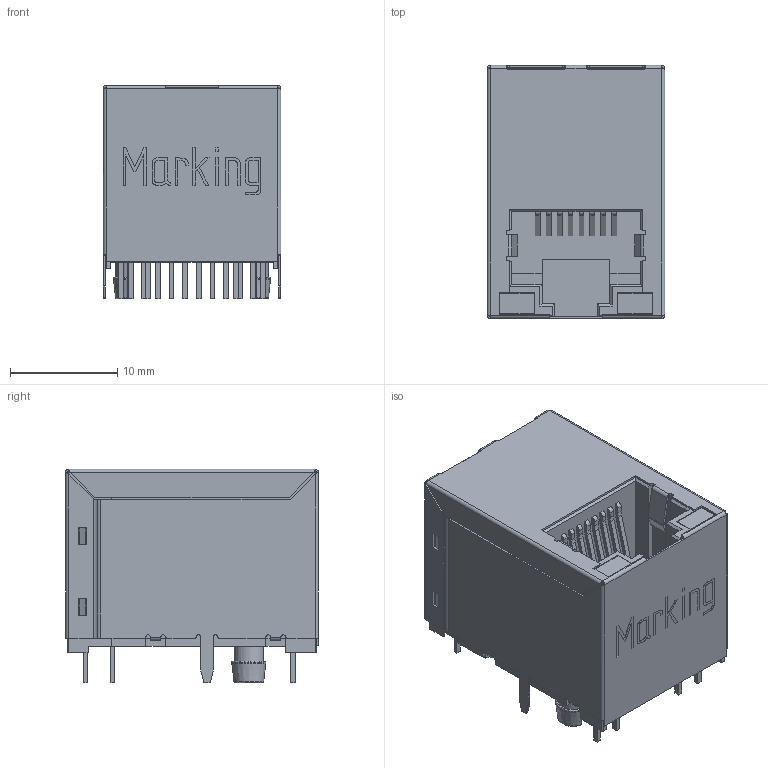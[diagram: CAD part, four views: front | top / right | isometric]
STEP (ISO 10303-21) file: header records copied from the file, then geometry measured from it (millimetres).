
FILE_DESCRIPTION( ( 'Unknown' ), '1' );
FILE_NAME( '7499110123.stp', 'Unknown', ( 'Unknown' ), ( 'Unknown' ), 'PSStep 17.0.49', 'Unknown', ' ' );
FILE_SCHEMA( ( 'AUTOMOTIVE_DESIGN { 1 0 10303 214 1 1 1 1 }' ) );
Length unit declared in the file: millimetre
Products named in the file (3): Assem1; insulator; shielding
Assembly tree (2 placements, depth 2):
  Assem1
    insulator
    shielding
Bounding box: 16.6 x 23.6 x 19.9 mm (x, y, z)
Volume: 5380.3 mm3; surface area: 5962.2 mm2
Topology: 2 solids, 2 shells, 689 faces, 1885 edges, 1220 vertices
Faces by surface type: plane 478, cylinder 177, extrusion 14, bspline 12, torus 4, cone 2, sphere 2
Entity records: 27798 total; most frequent: CARTESIAN_POINT 4772, ORIENTED_EDGE 3766, DIRECTION 3417, EDGE_CURVE 1883, VECTOR 1385, LINE 1371, VERTEX_POINT 1220, AXIS2_PLACEMENT_3D 1016
